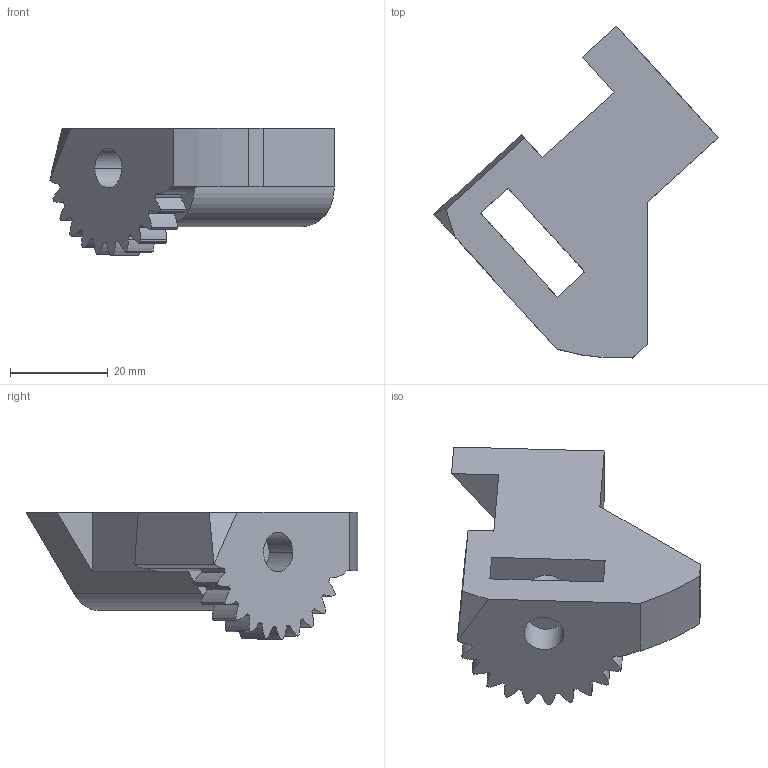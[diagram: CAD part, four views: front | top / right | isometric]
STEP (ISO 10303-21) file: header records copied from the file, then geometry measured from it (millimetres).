
FILE_DESCRIPTION (( 'STEP AP203' ), '1' );
FILE_NAME ('Forearm_R_elbowshaftgearV1.stp', '2013-11-14T18:02:53', ( 'SWEET' ), ( '' ), 'Anar', 'Spacymen', '' );
FILE_SCHEMA (( 'CONFIG_CONTROL_DESIGN' ));
Length unit declared in the file: millimetre
Products named in the file (1): Forearm (right)_elbowshaftgearV1
Bounding box: 58.16 x 67.87 x 26.1 mm (x, y, z)
Volume: 23797.6 mm3; surface area: 8799 mm2
Topology: 1 solids, 1 shells, 71 faces, 207 edges, 137 vertices
Faces by surface type: cylinder 53, plane 18
Entity records: 2487 total; most frequent: DIRECTION 446, CARTESIAN_POINT 434, ORIENTED_EDGE 414, EDGE_CURVE 207, AXIS2_PLACEMENT_3D 173, VERTEX_POINT 137, CIRCLE 101, LINE 100
